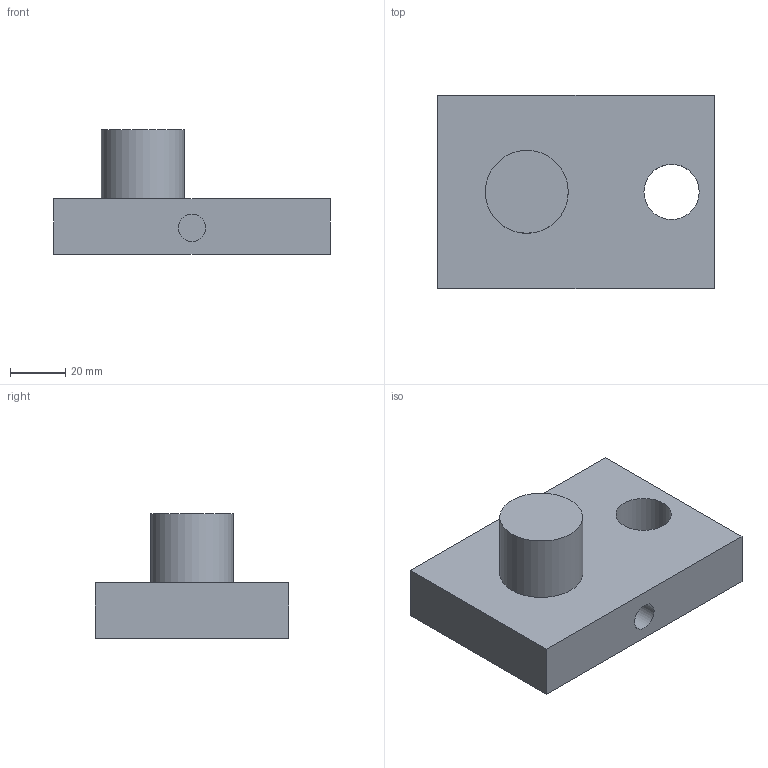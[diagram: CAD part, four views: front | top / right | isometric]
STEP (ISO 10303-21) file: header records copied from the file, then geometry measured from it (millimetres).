
FILE_DESCRIPTION( ( '' ), ' ' );
FILE_NAME( '5be91d0cddf8e915f06a1001.step', '2018-11-12T06:26:21', ( '' ), ( '' ), ' ', ' ', ' ' );
FILE_SCHEMA( ( 'AUTOMOTIVE_DESIGN { 1 0 10303 214 1 1 1 1 }' ) );
Length unit declared in the file: metre
Products named in the file (1): Part 1
Bounding box: 100 x 70 x 45 mm (x, y, z)
Volume: 149032.1 mm3; surface area: 24727 mm2
Topology: 1 solids, 1 shells, 11 faces, 21 edges, 14 vertices
Faces by surface type: plane 8, cylinder 3
Full cylindrical faces by diameter (mm): 10 x1, 20 x1, 30 x1
Entity records: 374 total; most frequent: DIRECTION 48, CARTESIAN_POINT 44, ORIENTED_EDGE 36, AXIS2_PLACEMENT_3D 18, EDGE_LOOP 18, EDGE_CURVE 18, FACE_OUTER_BOUND 14, VERTEX_POINT 14
